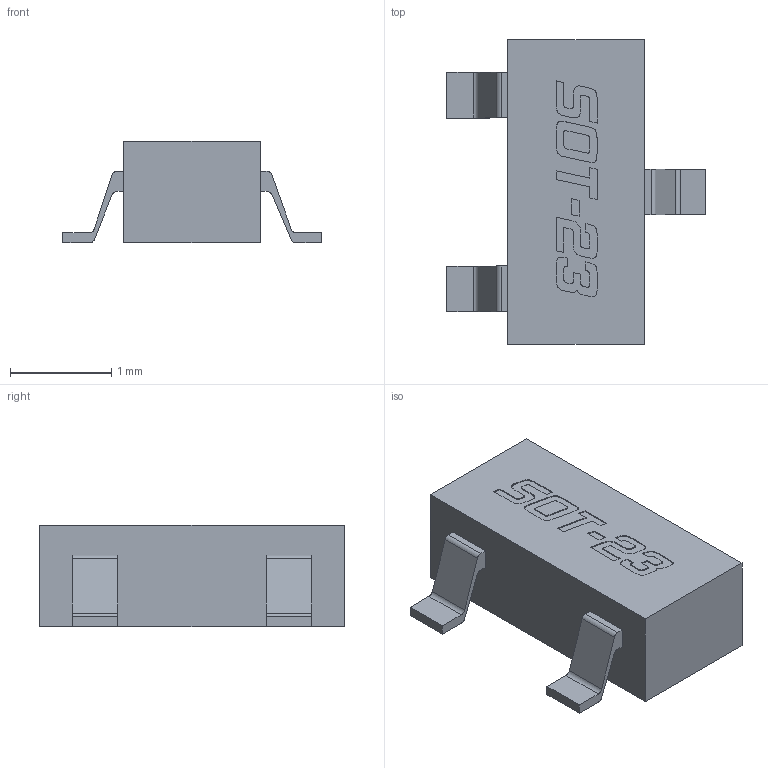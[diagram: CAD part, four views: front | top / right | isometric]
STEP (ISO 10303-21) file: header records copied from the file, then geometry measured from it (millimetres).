
FILE_DESCRIPTION(('FreeCAD Model'),'2;1');
FILE_NAME('parts/3DModels/SOT-23_OEM/SOT-23.step' ,'2017-11-29T12:13:01',('kicad StepUp'),('ksu MCAD'), 'Open CASCADE STEP processor 6.8','FreeCAD','Unknown');
FILE_SCHEMA(('AUTOMOTIVE_DESIGN_CC2 { 1 2 10303 214 -1 1 5 4 }'));
Length unit declared in the file: millimetre
Products named in the file (1): SOT-23
Bounding box: 2.55 x 3 x 1 mm (x, y, z)
Volume: 4.2 mm3; surface area: 19.9 mm2
Topology: 1 solids, 1 shells, 180 faces, 504 edges, 336 vertices
Faces by surface type: plane 100, bspline 68, cylinder 12
Entity records: 7162 total; most frequent: CARTESIAN_POINT 1693, ORIENTED_EDGE 1008, DIRECTION 618, EDGE_CURVE 504, LINE 344, VECTOR 344, VERTEX_POINT 336, FACE_BOUND 190
